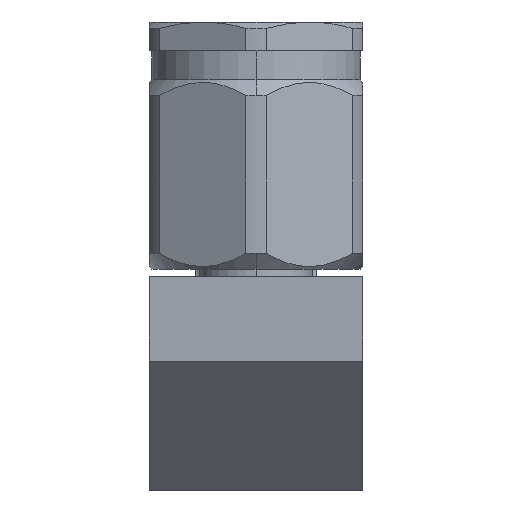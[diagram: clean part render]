
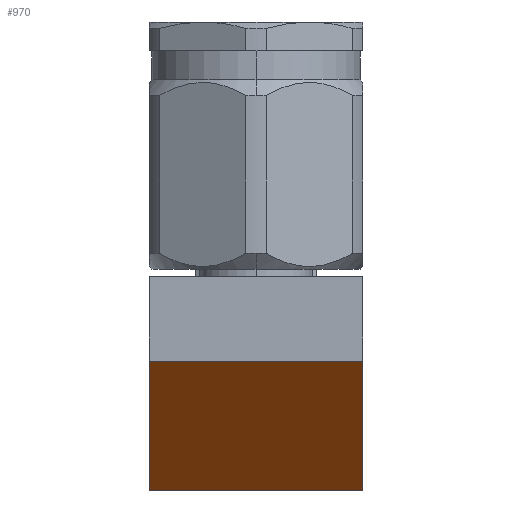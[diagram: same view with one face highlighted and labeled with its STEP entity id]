
A CAD part, left-side view. The second image highlights one B-rep face of the part: STEP entity #970.
In plain terms, the highlighted planar face has unit normal (-0.707, 0, -0.707).
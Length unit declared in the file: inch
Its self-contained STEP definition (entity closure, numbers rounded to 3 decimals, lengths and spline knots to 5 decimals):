
#65 = EDGE_LOOP ( 'NONE', ( #6824, #981, #662, #920 ) ) ;
#218 = AXIS2_PLACEMENT_3D ( 'NONE', #2061, #5170, #7743 ) ;
#490 = VERTEX_POINT ( 'NONE', #7930 ) ;
#617 = DIRECTION ( 'NONE',  ( 0.707, 0., -0.707 ) ) ;
#630 = FACE_OUTER_BOUND ( 'NONE', #65, .T. ) ;
#655 = CARTESIAN_POINT ( 'NONE',  ( -0.3, -0.281, 0.059 ) ) ;
#662 = ORIENTED_EDGE ( 'NONE', *, *, #5143, .F. ) ;
#859 = LINE ( 'NONE', #5752, #6377 ) ;
#920 = ORIENTED_EDGE ( 'NONE', *, *, #6410, .T. ) ;
#970 = ADVANCED_FACE ( 'NONE', ( #630 ), #2548, .F. ) ;
#981 = ORIENTED_EDGE ( 'NONE', *, *, #3306, .F. ) ;
#1158 = LINE ( 'NONE', #655, #4523 ) ;
#1266 = VECTOR ( 'NONE', #7729, 39.37008 ) ;
#2061 = CARTESIAN_POINT ( 'NONE',  ( -0.3, -0.281, 0.059 ) ) ;
#2078 = CARTESIAN_POINT ( 'NONE',  ( 0.04, 0.281, -0.281 ) ) ;
#2548 = PLANE ( 'NONE',  #218 ) ;
#2747 = DIRECTION ( 'NONE',  ( 0., 1., 0. ) ) ;
#2993 = VERTEX_POINT ( 'NONE', #2078 ) ;
#3306 = EDGE_CURVE ( 'NONE', #7332, #2993, #3619, .T. ) ;
#3338 = CARTESIAN_POINT ( 'NONE',  ( -0.3, -0.281, 0.059 ) ) ;
#3619 = LINE ( 'NONE', #6138, #7405 ) ;
#3928 = CARTESIAN_POINT ( 'NONE',  ( -0.3, 0.281, 0.059 ) ) ;
#4241 = DIRECTION ( 'NONE',  ( 0., 1., 0. ) ) ;
#4523 = VECTOR ( 'NONE', #617, 39.37008 ) ;
#5143 = EDGE_CURVE ( 'NONE', #5668, #7332, #1158, .T. ) ;
#5170 = DIRECTION ( 'NONE',  ( 0.707, 0., 0.707 ) ) ;
#5668 = VERTEX_POINT ( 'NONE', #3338 ) ;
#5752 = CARTESIAN_POINT ( 'NONE',  ( -0.3, -0.281, 0.059 ) ) ;
#5779 = LINE ( 'NONE', #3928, #1266 ) ;
#6138 = CARTESIAN_POINT ( 'NONE',  ( 0.04, -0.281, -0.281 ) ) ;
#6377 = VECTOR ( 'NONE', #2747, 39.37008 ) ;
#6410 = EDGE_CURVE ( 'NONE', #5668, #490, #859, .T. ) ;
#6824 = ORIENTED_EDGE ( 'NONE', *, *, #7824, .T. ) ;
#6863 = CARTESIAN_POINT ( 'NONE',  ( 0.04, -0.281, -0.281 ) ) ;
#7332 = VERTEX_POINT ( 'NONE', #6863 ) ;
#7405 = VECTOR ( 'NONE', #4241, 39.37008 ) ;
#7729 = DIRECTION ( 'NONE',  ( 0.707, 0., -0.707 ) ) ;
#7743 = DIRECTION ( 'NONE',  ( 0.707, 0., -0.707 ) ) ;
#7824 = EDGE_CURVE ( 'NONE', #490, #2993, #5779, .T. ) ;
#7930 = CARTESIAN_POINT ( 'NONE',  ( -0.3, 0.281, 0.059 ) ) ;
